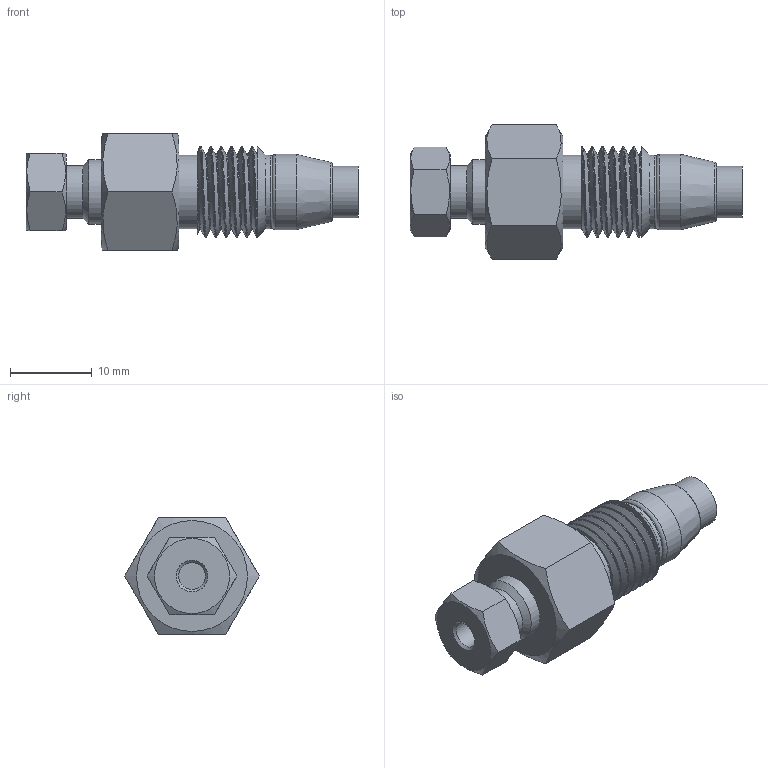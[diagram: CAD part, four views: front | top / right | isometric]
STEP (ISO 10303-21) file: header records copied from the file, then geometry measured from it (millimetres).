
FILE_DESCRIPTION((''),'2;1');
FILE_NAME('305007-IZR42L Internal reducer.stp','2013-08-22T14:35:20',('Franzp'),(''),'Autodesk Inventor 2013','Autodesk Inventor 2013','');
FILE_SCHEMA(('AUTOMOTIVE_DESIGN { 1 0 10303 214 1 1 1 1 }'));
Length unit declared in the file: millimetre
Products named in the file (1): 305007_Shrinkwrap_1
Bounding box: 40.72 x 16.5 x 14.29 mm (x, y, z)
Surface area: 3319.1 mm2 (no closed solid volume)
Topology: 0 solids, 7 shells, 51 faces, 122 edges, 77 vertices
Faces by surface type: plane 22, cylinder 11, cone 9, bspline 6, torus 3
Full cylindrical faces by diameter (mm): 2.032 x1, 3.3 x1, 6.35 x1, 6.452 x1, 6.477 x1, 7.938 x1, 9.017 x2, 9.229 x2, 9.271 x1
Entity records: 4314 total; most frequent: CARTESIAN_POINT 3227, DIRECTION 186, ORIENTED_EDGE 174, EDGE_CURVE 96, AXIS2_PLACEMENT_3D 87, EDGE_LOOP 84, VERTEX_POINT 74, FACE_OUTER_BOUND 51
